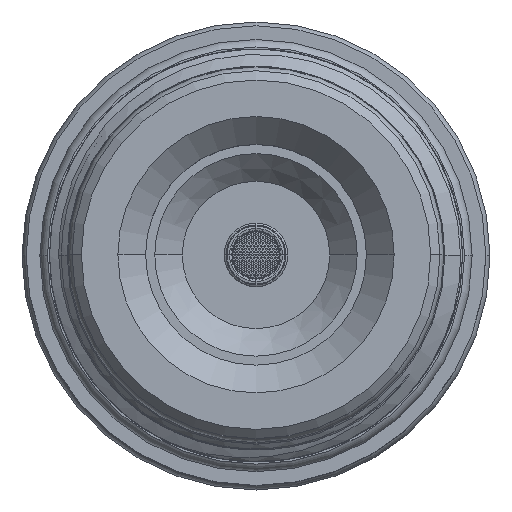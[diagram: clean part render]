
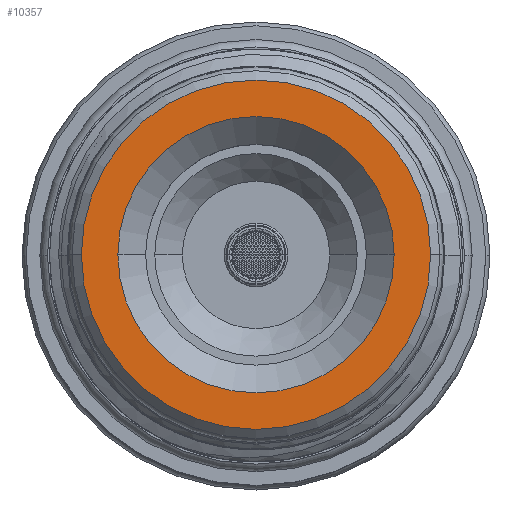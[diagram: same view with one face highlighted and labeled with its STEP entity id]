
A CAD part, top view. The second image highlights one B-rep face of the part: STEP entity #10357.
In plain terms, the highlighted planar face has unit normal (0, 0, 1).
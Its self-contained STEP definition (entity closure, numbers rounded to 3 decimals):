
#1105 = DIRECTION ( 'NONE',  ( 0., 0., -1. ) ) ;
#1205 = CARTESIAN_POINT ( 'NONE',  ( 11.925, 0., 108.85 ) ) ;
#2307 = VERTEX_POINT ( 'NONE', #28840 ) ;
#4221 = ORIENTED_EDGE ( 'NONE', *, *, #53683, .F. ) ;
#4409 = AXIS2_PLACEMENT_3D ( 'NONE', #5929, #1105, #10215 ) ;
#5747 = CIRCLE ( 'NONE', #4409, 15.075 ) ;
#5929 = CARTESIAN_POINT ( 'NONE',  ( 0., 0., 108.85 ) ) ;
#6832 = DIRECTION ( 'NONE',  ( 0., 0., 1. ) ) ;
#6872 = CARTESIAN_POINT ( 'NONE',  ( -15.075, 0., 108.85 ) ) ;
#7395 = CARTESIAN_POINT ( 'NONE',  ( 0., 0., 108.85 ) ) ;
#8597 = CIRCLE ( 'NONE', #12891, 11.925 ) ;
#9222 = CARTESIAN_POINT ( 'NONE',  ( 0., 0., 108.85 ) ) ;
#10215 = DIRECTION ( 'NONE',  ( -1., 0., 0. ) ) ;
#10357 = ADVANCED_FACE ( 'NONE', ( #39671, #34155 ), #45713, .T. ) ;
#11320 = DIRECTION ( 'NONE',  ( 0., 0., 1. ) ) ;
#11838 = DIRECTION ( 'NONE',  ( 1., 0., 0. ) ) ;
#12891 = AXIS2_PLACEMENT_3D ( 'NONE', #15298, #6832, #46056 ) ;
#15298 = CARTESIAN_POINT ( 'NONE',  ( 0., 0., 108.85 ) ) ;
#16220 = VERTEX_POINT ( 'NONE', #22165 ) ;
#18776 = CARTESIAN_POINT ( 'NONE',  ( -15.075, 0., 108.85 ) ) ;
#20196 = ORIENTED_EDGE ( 'NONE', *, *, #29477, .F. ) ;
#20688 = DIRECTION ( 'NONE',  ( 0., 0., 1. ) ) ;
#22165 = CARTESIAN_POINT ( 'NONE',  ( -11.925, 0., 108.85 ) ) ;
#24001 = ORIENTED_EDGE ( 'NONE', *, *, #48650, .F. ) ;
#28159 = VERTEX_POINT ( 'NONE', #1205 ) ;
#28840 = CARTESIAN_POINT ( 'NONE',  ( 15.075, 0., 108.85 ) ) ;
#29477 = EDGE_CURVE ( 'NONE', #16220, #28159, #8597, .T. ) ;
#30320 = EDGE_CURVE ( 'NONE', #2307, #56486, #5747, .T. ) ;
#34155 = FACE_BOUND ( 'NONE', #49456, .T. ) ;
#39193 = AXIS2_PLACEMENT_3D ( 'NONE', #6872, #11320, #42094 ) ;
#39355 = AXIS2_PLACEMENT_3D ( 'NONE', #7395, #20688, #11838 ) ;
#39671 = FACE_OUTER_BOUND ( 'NONE', #41165, .T. ) ;
#40011 = DIRECTION ( 'NONE',  ( 0., 0., -1. ) ) ;
#41165 = EDGE_LOOP ( 'NONE', ( #4221, #50459 ) ) ;
#42094 = DIRECTION ( 'NONE',  ( 1., 0., 0. ) ) ;
#43188 = CIRCLE ( 'NONE', #52039, 15.075 ) ;
#45713 = PLANE ( 'NONE',  #39193 ) ;
#46056 = DIRECTION ( 'NONE',  ( 1., 0., 0. ) ) ;
#48650 = EDGE_CURVE ( 'NONE', #28159, #16220, #54635, .T. ) ;
#49456 = EDGE_LOOP ( 'NONE', ( #24001, #20196 ) ) ;
#50459 = ORIENTED_EDGE ( 'NONE', *, *, #30320, .F. ) ;
#52039 = AXIS2_PLACEMENT_3D ( 'NONE', #9222, #40011, #56860 ) ;
#53683 = EDGE_CURVE ( 'NONE', #56486, #2307, #43188, .T. ) ;
#54635 = CIRCLE ( 'NONE', #39355, 11.925 ) ;
#56486 = VERTEX_POINT ( 'NONE', #18776 ) ;
#56860 = DIRECTION ( 'NONE',  ( -1., 0., 0. ) ) ;
